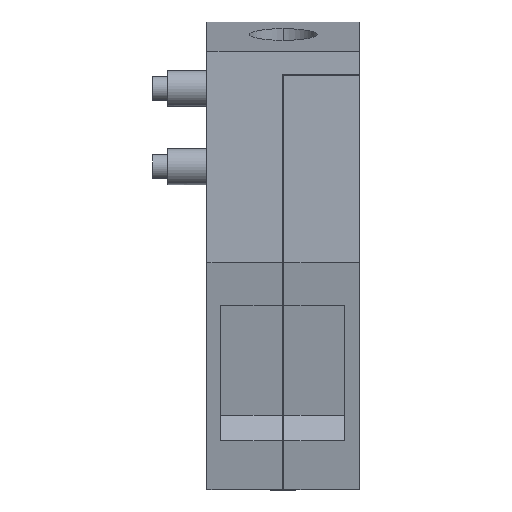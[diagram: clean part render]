
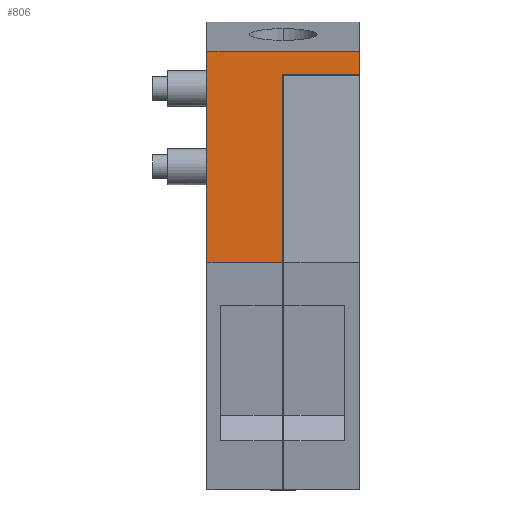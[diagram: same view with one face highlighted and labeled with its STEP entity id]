
A CAD part, top view. The second image highlights one B-rep face of the part: STEP entity #806.
In plain terms, the highlighted planar face has unit normal (0, 0, 1).
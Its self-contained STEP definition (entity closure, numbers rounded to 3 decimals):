
#770=AXIS2_PLACEMENT_3D('Plane Axis2P3D',#767,#768,#769) ;
#345=CARTESIAN_POINT('Vertex',(3.6,29.025,42.5)) ;
#348=CARTESIAN_POINT('Line Origine',(8.65,29.025,42.5)) ;
#352=CARTESIAN_POINT('Vertex',(13.7,29.025,42.5)) ;
#388=CARTESIAN_POINT('Vertex',(3.6,15.025,42.5)) ;
#393=CARTESIAN_POINT('Line Origine',(3.6,22.025,42.5)) ;
#767=CARTESIAN_POINT('Axis2P3D Location',(13.7,15.025,42.5)) ;
#772=CARTESIAN_POINT('Line Origine',(13.7,28.275,42.5)) ;
#776=CARTESIAN_POINT('Vertex',(13.7,27.525,42.5)) ;
#779=CARTESIAN_POINT('Line Origine',(6.1,15.025,42.5)) ;
#783=CARTESIAN_POINT('Vertex',(8.6,15.025,42.5)) ;
#786=CARTESIAN_POINT('Line Origine',(8.6,21.275,42.5)) ;
#790=CARTESIAN_POINT('Vertex',(8.6,27.525,42.5)) ;
#793=CARTESIAN_POINT('Line Origine',(11.15,27.525,42.5)) ;
#349=DIRECTION('Vector Direction',(-1.,0.,0.)) ;
#394=DIRECTION('Vector Direction',(0.,1.,0.)) ;
#768=DIRECTION('Axis2P3D Direction',(0.,0.,1.)) ;
#769=DIRECTION('Axis2P3D XDirection',(0.,1.,0.)) ;
#773=DIRECTION('Vector Direction',(0.,1.,0.)) ;
#780=DIRECTION('Vector Direction',(-1.,0.,0.)) ;
#787=DIRECTION('Vector Direction',(0.,-1.,0.)) ;
#794=DIRECTION('Vector Direction',(1.,0.,0.)) ;
#350=VECTOR('Line Direction',#349,1.) ;
#395=VECTOR('Line Direction',#394,1.) ;
#774=VECTOR('Line Direction',#773,1.) ;
#781=VECTOR('Line Direction',#780,1.) ;
#788=VECTOR('Line Direction',#787,1.) ;
#795=VECTOR('Line Direction',#794,1.) ;
#799=ORIENTED_EDGE('',*,*,#778,.F.) ;
#800=ORIENTED_EDGE('',*,*,#354,.T.) ;
#801=ORIENTED_EDGE('',*,*,#397,.F.) ;
#802=ORIENTED_EDGE('',*,*,#785,.F.) ;
#803=ORIENTED_EDGE('',*,*,#792,.F.) ;
#804=ORIENTED_EDGE('',*,*,#797,.T.) ;
#806=ADVANCED_FACE('PRIMARY',(#805),#771,.T.) ;
#354=EDGE_CURVE('',#353,#346,#351,.T.) ;
#397=EDGE_CURVE('',#389,#346,#396,.T.) ;
#778=EDGE_CURVE('',#353,#777,#775,.F.) ;
#785=EDGE_CURVE('',#784,#389,#782,.T.) ;
#792=EDGE_CURVE('',#791,#784,#789,.T.) ;
#797=EDGE_CURVE('',#791,#777,#796,.T.) ;
#798=EDGE_LOOP('',(#799,#800,#801,#802,#803,#804)) ;
#805=FACE_OUTER_BOUND('',#798,.T.) ;
#351=LINE('Line',#348,#350) ;
#396=LINE('Line',#393,#395) ;
#775=LINE('Line',#772,#774) ;
#782=LINE('Line',#779,#781) ;
#789=LINE('Line',#786,#788) ;
#796=LINE('Line',#793,#795) ;
#771=PLANE('',#770) ;
#346=VERTEX_POINT('',#345) ;
#353=VERTEX_POINT('',#352) ;
#389=VERTEX_POINT('',#388) ;
#777=VERTEX_POINT('',#776) ;
#784=VERTEX_POINT('',#783) ;
#791=VERTEX_POINT('',#790) ;
